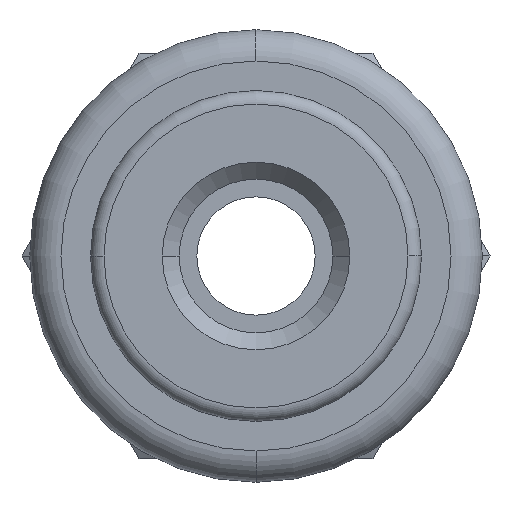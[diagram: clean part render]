
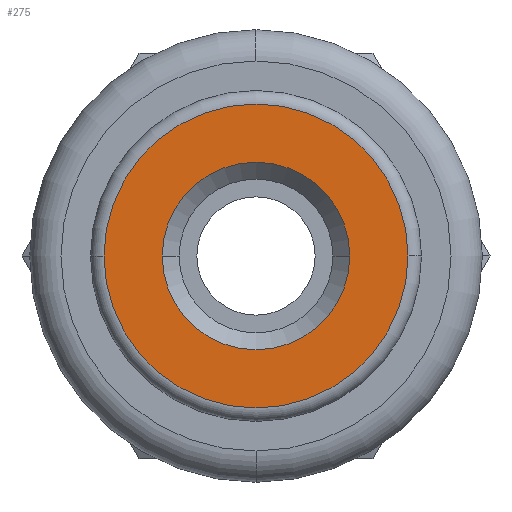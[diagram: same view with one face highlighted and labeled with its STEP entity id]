
A CAD part, front view. The second image highlights one B-rep face of the part: STEP entity #275.
In plain terms, the highlighted planar face has unit normal (0, -1, 0).
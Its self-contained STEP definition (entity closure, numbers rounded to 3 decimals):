
#275=ADVANCED_FACE('',(#552,#553),#554,.T.);
#552=FACE_BOUND('',#823,.T.);
#553=FACE_OUTER_BOUND('',#824,.T.);
#554=PLANE('',#825);
#823=EDGE_LOOP('',(#1540,#1541));
#824=EDGE_LOOP('',(#1542,#1543));
#825=AXIS2_PLACEMENT_3D('',#1544,#1545,#1546);
#1540=ORIENTED_EDGE('',*,*,#1724,.T.);
#1541=ORIENTED_EDGE('',*,*,#1682,.T.);
#1542=ORIENTED_EDGE('',*,*,#1735,.F.);
#1543=ORIENTED_EDGE('',*,*,#1718,.F.);
#1544=CARTESIAN_POINT('',(4.5,0.0,0.0));
#1545=DIRECTION('',(-0.0,-1.0,-0.0));
#1546=DIRECTION('',(-1.0,0.0,0.0));
#1682=EDGE_CURVE('',#2042,#2045,#2047,.T.);
#1718=EDGE_CURVE('',#2098,#2093,#2100,.T.);
#1724=EDGE_CURVE('',#2045,#2042,#2107,.T.);
#1735=EDGE_CURVE('',#2093,#2098,#2120,.T.);
#2042=VERTEX_POINT('',#2560);
#2045=VERTEX_POINT('',#2564);
#2047=CIRCLE('',#2567,5.55);
#2093=VERTEX_POINT('',#2695);
#2098=VERTEX_POINT('',#2701);
#2100=CIRCLE('',#2704,9.0);
#2107=CIRCLE('',#2711,5.55);
#2120=CIRCLE('',#2737,9.0);
#2560=CARTESIAN_POINT('',(5.55,0.0,0.));
#2564=CARTESIAN_POINT('',(-5.55,0.0,0.));
#2567=AXIS2_PLACEMENT_3D('',#3162,#3163,#3164);
#2695=CARTESIAN_POINT('',(9.0,0.0,0.0));
#2701=CARTESIAN_POINT('',(-9.0,0.0,0.));
#2704=AXIS2_PLACEMENT_3D('',#3208,#3209,#3210);
#2711=AXIS2_PLACEMENT_3D('',#3220,#3221,#3222);
#2737=AXIS2_PLACEMENT_3D('',#3234,#3235,#3236);
#3162=CARTESIAN_POINT('',(0.0,0.0,0.0));
#3163=DIRECTION('',(-0.0,1.0,0.0));
#3164=DIRECTION('',(1.0,0.0,0.0));
#3208=CARTESIAN_POINT('',(0.0,0.0,0.0));
#3209=DIRECTION('',(-0.0,1.0,0.0));
#3210=DIRECTION('',(1.0,0.0,0.0));
#3220=CARTESIAN_POINT('',(0.0,0.0,0.0));
#3221=DIRECTION('',(-0.0,1.0,0.0));
#3222=DIRECTION('',(1.0,0.0,0.0));
#3234=CARTESIAN_POINT('',(0.0,0.0,0.0));
#3235=DIRECTION('',(-0.0,1.0,0.0));
#3236=DIRECTION('',(1.0,0.0,0.0));
